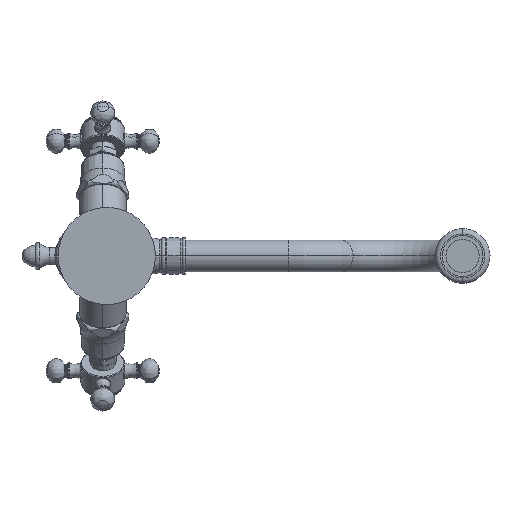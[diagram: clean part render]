
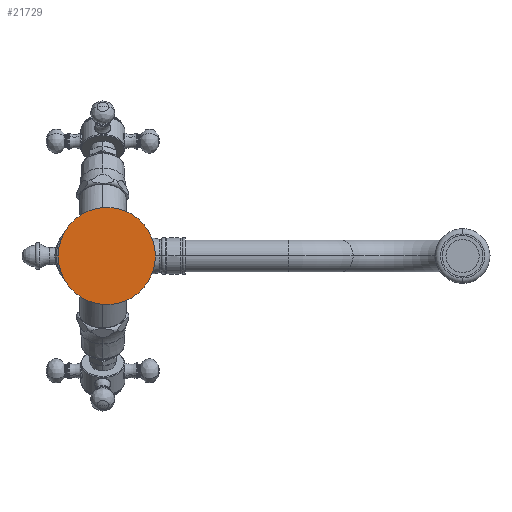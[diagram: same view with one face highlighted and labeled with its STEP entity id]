
A CAD part, front view. The second image highlights one B-rep face of the part: STEP entity #21729.
In plain terms, the highlighted planar face has unit normal (0, -1, 0).
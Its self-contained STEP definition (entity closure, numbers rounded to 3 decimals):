
#343=CARTESIAN_POINT('',(0.,-5.,0.));
#344=DIRECTION('',(0.,1.,0.));
#345=DIRECTION('',(1.,0.,0.));
#346=AXIS2_PLACEMENT_3D('',#343,#344,#345);
#357=CARTESIAN_POINT('',(0.,-5.,0.));
#358=DIRECTION('',(0.,-1.,0.));
#359=DIRECTION('',(1.,0.,0.));
#360=AXIS2_PLACEMENT_3D('',#357,#358,#359);
#21167=CARTESIAN_POINT('',(27.5,-5.,0.));
#21168=CARTESIAN_POINT('',(-27.5,-5.,0.));
#21169=VERTEX_POINT('',#21167);
#21170=VERTEX_POINT('',#21168);
#21720=CARTESIAN_POINT('',(0.,-5.,0.));
#21721=DIRECTION('',(0.,-1.,0.));
#21722=DIRECTION('',(-1.,0.,0.));
#21723=AXIS2_PLACEMENT_3D('',#21720,#21721,#21722);
#21724=PLANE('',#21723);
#21725=ORIENTED_EDGE('',*,*,#21707,.F.);
#21726=ORIENTED_EDGE('',*,*,#21686,.T.);
#21727=EDGE_LOOP('',(#21725,#21726));
#21728=FACE_OUTER_BOUND('',#21727,.F.);
#21729=ADVANCED_FACE('',(#21728),#21724,.T.);
#347=CIRCLE('',#346,27.5);
#361=CIRCLE('',#360,27.5);
#21686=EDGE_CURVE('',#21169,#21170,#347,.T.);
#21707=EDGE_CURVE('',#21169,#21170,#361,.T.);
